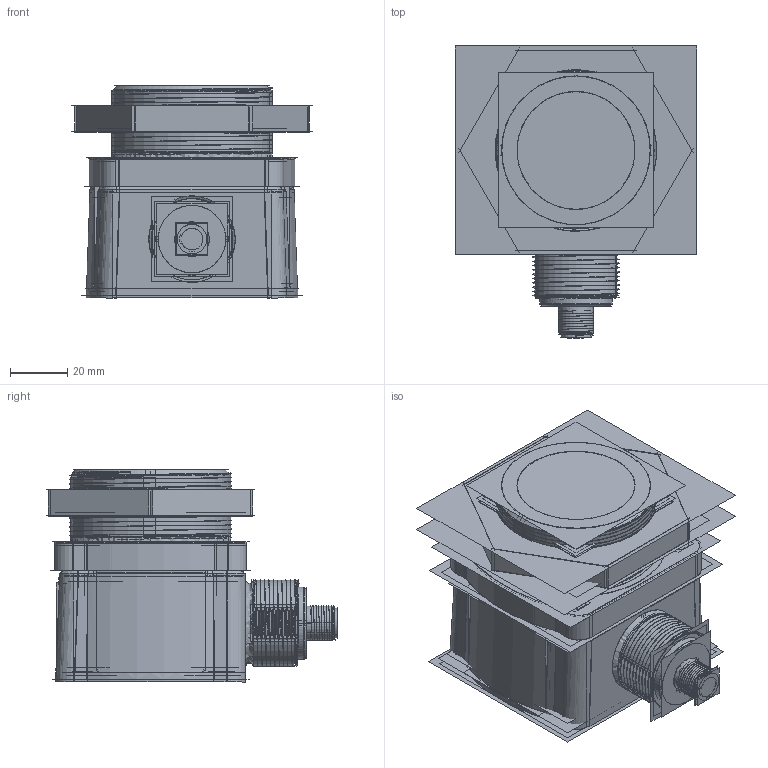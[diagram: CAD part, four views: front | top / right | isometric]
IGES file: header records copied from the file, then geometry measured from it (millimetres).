
Start section:  PTC IGES file: 159645.igs
Global section: file name: 159645.igs; native system: Pro/ENGINEER by Parametric Technology Corporation; preprocessor: 2009141; author: banengservice; organization: Unknown; date: 20121105.131056; units: millimetre
Bounding box: 84.06 x 101.7 x 74.15 mm (x, y, z)
Volume: 161455.4 mm3; surface area: 1135249.6 mm2
Topology: 20 solids, 29 shells, 3388 faces, 17014 edges, 21391 vertices
Faces by surface type: bspline 1870, revolution 1208, extrusion 310
